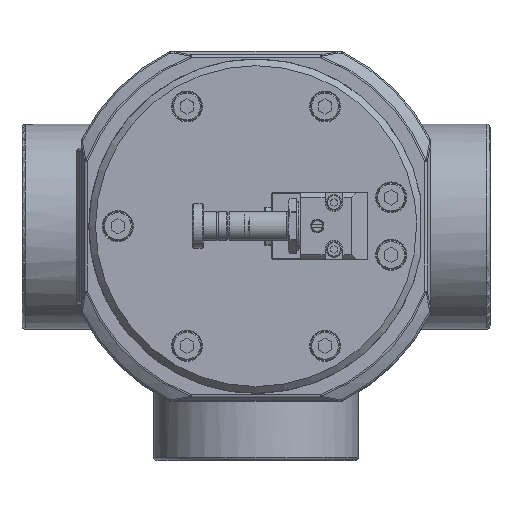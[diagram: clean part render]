
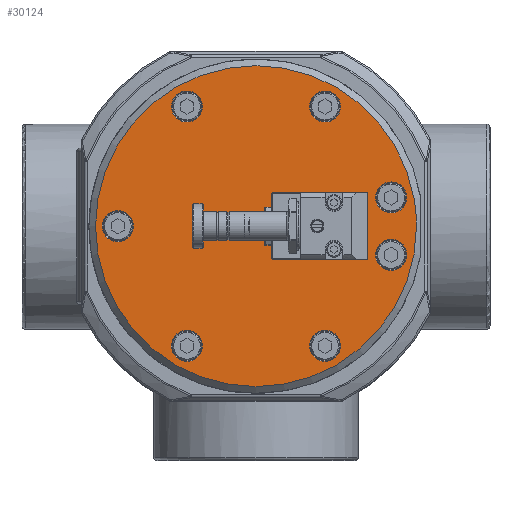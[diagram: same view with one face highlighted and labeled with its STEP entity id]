
A CAD part, top view. The second image highlights one B-rep face of the part: STEP entity #30124.
In plain terms, the highlighted planar face has unit normal (0, 0, 1).
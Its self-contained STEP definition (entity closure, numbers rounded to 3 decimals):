
#1509=LINE('',#47242,#2546);
#1510=LINE('',#47245,#2547);
#1511=LINE('',#47247,#2548);
#1512=LINE('',#47249,#2549);
#2546=VECTOR('',#37201,1000.);
#2547=VECTOR('',#37202,1000.);
#2548=VECTOR('',#37203,1000.);
#2549=VECTOR('',#37204,1000.);
#3269=PLANE('',#32377);
#6986=ORIENTED_EDGE('',*,*,#10739,.F.);
#6987=ORIENTED_EDGE('',*,*,#10740,.F.);
#6988=ORIENTED_EDGE('',*,*,#10741,.F.);
#6989=ORIENTED_EDGE('',*,*,#10742,.F.);
#6990=ORIENTED_EDGE('',*,*,#10743,.T.);
#6991=ORIENTED_EDGE('',*,*,#10744,.T.);
#6992=ORIENTED_EDGE('',*,*,#10745,.T.);
#6993=ORIENTED_EDGE('',*,*,#10746,.T.);
#6994=ORIENTED_EDGE('',*,*,#10747,.T.);
#6995=ORIENTED_EDGE('',*,*,#10748,.T.);
#6996=ORIENTED_EDGE('',*,*,#10749,.T.);
#6997=ORIENTED_EDGE('',*,*,#10730,.T.);
#10730=EDGE_CURVE('',#12800,#12800,#14437,.T.);
#10739=EDGE_CURVE('',#12809,#12810,#1509,.T.);
#10740=EDGE_CURVE('',#12811,#12809,#1510,.T.);
#10741=EDGE_CURVE('',#12812,#12811,#1511,.T.);
#10742=EDGE_CURVE('',#12810,#12812,#1512,.T.);
#10743=EDGE_CURVE('',#12813,#12813,#14446,.F.);
#10744=EDGE_CURVE('',#12814,#12814,#14447,.F.);
#10745=EDGE_CURVE('',#12815,#12815,#14448,.F.);
#10746=EDGE_CURVE('',#12816,#12816,#14449,.F.);
#10747=EDGE_CURVE('',#12817,#12817,#14450,.F.);
#10748=EDGE_CURVE('',#12818,#12818,#14451,.F.);
#10749=EDGE_CURVE('',#12819,#12819,#14452,.F.);
#12800=VERTEX_POINT('',#47215);
#12809=VERTEX_POINT('',#47243);
#12810=VERTEX_POINT('',#47244);
#12811=VERTEX_POINT('',#47246);
#12812=VERTEX_POINT('',#47248);
#12813=VERTEX_POINT('',#47251);
#12814=VERTEX_POINT('',#47253);
#12815=VERTEX_POINT('',#47255);
#12816=VERTEX_POINT('',#47257);
#12817=VERTEX_POINT('',#47259);
#12818=VERTEX_POINT('',#47261);
#12819=VERTEX_POINT('',#47263);
#14437=CIRCLE('',#32359,72.);
#14446=CIRCLE('',#32378,6.95);
#14447=CIRCLE('',#32379,6.95);
#14448=CIRCLE('',#32380,6.95);
#14449=CIRCLE('',#32381,6.95);
#14450=CIRCLE('',#32382,6.95);
#14451=CIRCLE('',#32383,6.95);
#14452=CIRCLE('',#32384,6.95);
#15962=EDGE_LOOP('',(#6986,#6987,#6988,#6989));
#15963=EDGE_LOOP('',(#6990));
#15964=EDGE_LOOP('',(#6991));
#15965=EDGE_LOOP('',(#6992));
#15966=EDGE_LOOP('',(#6993));
#15967=EDGE_LOOP('',(#6994));
#15968=EDGE_LOOP('',(#6995));
#15969=EDGE_LOOP('',(#6996));
#15970=EDGE_LOOP('',(#6997));
#17962=FACE_BOUND('',#15962,.T.);
#17963=FACE_BOUND('',#15963,.T.);
#17964=FACE_BOUND('',#15964,.T.);
#17965=FACE_BOUND('',#15965,.T.);
#17966=FACE_BOUND('',#15966,.T.);
#17967=FACE_BOUND('',#15967,.T.);
#17968=FACE_BOUND('',#15968,.T.);
#17969=FACE_BOUND('',#15969,.T.);
#17970=FACE_BOUND('',#15970,.T.);
#30124=ADVANCED_FACE('',(#17962,#17963,#17964,#17965,#17966,#17967,#17968,
#17969,#17970),#3269,.T.);
#32359=AXIS2_PLACEMENT_3D('',#47214,#37163,#37164);
#32377=AXIS2_PLACEMENT_3D('',#47241,#37199,#37200);
#32378=AXIS2_PLACEMENT_3D('',#47250,#37205,#37206);
#32379=AXIS2_PLACEMENT_3D('',#47252,#37207,#37208);
#32380=AXIS2_PLACEMENT_3D('',#47254,#37209,#37210);
#32381=AXIS2_PLACEMENT_3D('',#47256,#37211,#37212);
#32382=AXIS2_PLACEMENT_3D('',#47258,#37213,#37214);
#32383=AXIS2_PLACEMENT_3D('',#47260,#37215,#37216);
#32384=AXIS2_PLACEMENT_3D('',#47262,#37217,#37218);
#37163=DIRECTION('',(0.,0.,1.));
#37164=DIRECTION('',(1.,0.,0.));
#37199=DIRECTION('',(0.,0.,1.));
#37200=DIRECTION('',(1.,0.,0.));
#37201=DIRECTION('',(-1.,0.,0.));
#37202=DIRECTION('',(0.,1.,0.));
#37203=DIRECTION('',(1.,0.,0.));
#37204=DIRECTION('',(0.,-1.,0.));
#37205=DIRECTION('',(0.,0.,1.));
#37206=DIRECTION('',(1.,0.,0.));
#37207=DIRECTION('',(0.,0.,1.));
#37208=DIRECTION('',(1.,0.,0.));
#37209=DIRECTION('',(0.,0.,1.));
#37210=DIRECTION('',(1.,0.,0.));
#37211=DIRECTION('',(0.,0.,1.));
#37212=DIRECTION('',(1.,0.,0.));
#37213=DIRECTION('',(0.,0.,1.));
#37214=DIRECTION('',(1.,0.,0.));
#37215=DIRECTION('',(0.,0.,1.));
#37216=DIRECTION('',(1.,0.,0.));
#37217=DIRECTION('',(0.,0.,1.));
#37218=DIRECTION('',(1.,0.,0.));
#47214=CARTESIAN_POINT('',(0.,0.,120.25));
#47215=CARTESIAN_POINT('',(72.,0.,120.25));
#47241=CARTESIAN_POINT('',(0.,0.,120.25));
#47242=CARTESIAN_POINT('',(0.,14.7,120.25));
#47243=CARTESIAN_POINT('',(49.7,14.7,120.25));
#47244=CARTESIAN_POINT('',(7.3,14.7,120.25));
#47245=CARTESIAN_POINT('',(49.7,0.,120.25));
#47246=CARTESIAN_POINT('',(49.7,-14.7,120.25));
#47247=CARTESIAN_POINT('',(0.,-14.7,120.25));
#47248=CARTESIAN_POINT('',(7.3,-14.7,120.25));
#47249=CARTESIAN_POINT('',(7.3,0.,120.25));
#47250=CARTESIAN_POINT('',(-62.,0.,120.25));
#47251=CARTESIAN_POINT('',(-55.05,0.,120.25));
#47252=CARTESIAN_POINT('',(-31.,-53.694,120.25));
#47253=CARTESIAN_POINT('',(-24.05,-53.694,120.25));
#47254=CARTESIAN_POINT('',(31.,-53.694,120.25));
#47255=CARTESIAN_POINT('',(37.95,-53.694,120.25));
#47256=CARTESIAN_POINT('',(60.645,-12.891,120.25));
#47257=CARTESIAN_POINT('',(67.595,-12.891,120.25));
#47258=CARTESIAN_POINT('',(60.645,12.891,120.25));
#47259=CARTESIAN_POINT('',(67.595,12.891,120.25));
#47260=CARTESIAN_POINT('',(31.,53.694,120.25));
#47261=CARTESIAN_POINT('',(37.95,53.694,120.25));
#47262=CARTESIAN_POINT('',(-31.,53.694,120.25));
#47263=CARTESIAN_POINT('',(-24.05,53.694,120.25));
